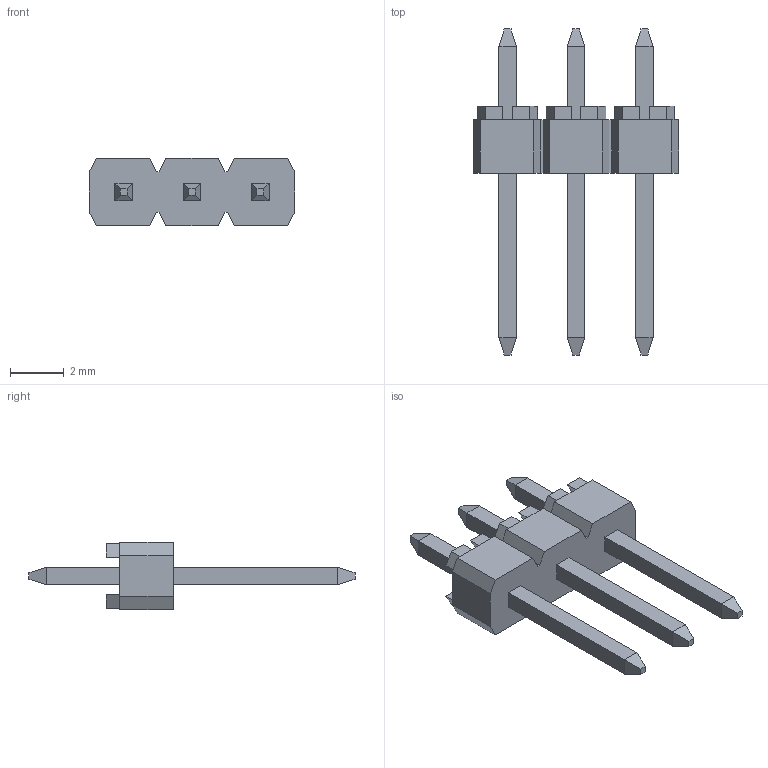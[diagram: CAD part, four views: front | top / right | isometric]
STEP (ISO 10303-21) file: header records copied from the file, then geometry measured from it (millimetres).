
FILE_DESCRIPTION((''),'2;1');
FILE_NAME('901200763','2014-01-20T',('me'),(''),'PRO/ENGINEER BY PARAMETRIC TECHNOLOGY CORPORATION, 2011490','PRO/ENGINEER BY PARAMETRIC TECHNOLOGY CORPORATION, 2011490','');
FILE_SCHEMA(('CONFIG_CONTROL_DESIGN'));
Length unit declared in the file: millimetre
Products named in the file (1): 901200763
Bounding box: 7.62 x 12.12 x 2.5 mm (x, y, z)
Volume: 50.1 mm3; surface area: 168.6 mm2
Topology: 1 solids, 1 shells, 140 faces, 342 edges, 222 vertices
Faces by surface type: plane 140
Entity records: 4040 total; most frequent: CARTESIAN_POINT 699, ORIENTED_EDGE 672, DIRECTION 630, VECTOR 336, LINE 336, EDGE_CURVE 336, VERTEX_POINT 216, EDGE_LOOP 158
